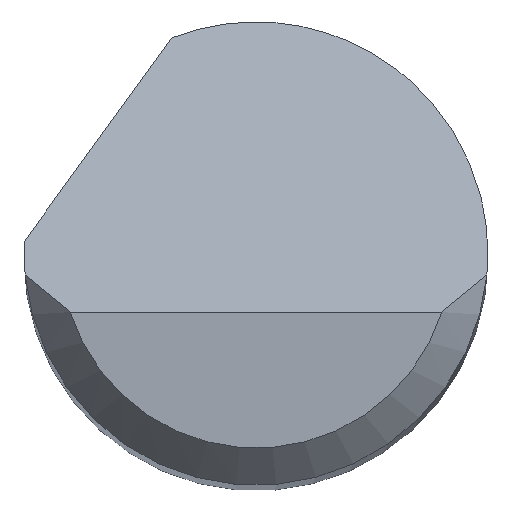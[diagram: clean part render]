
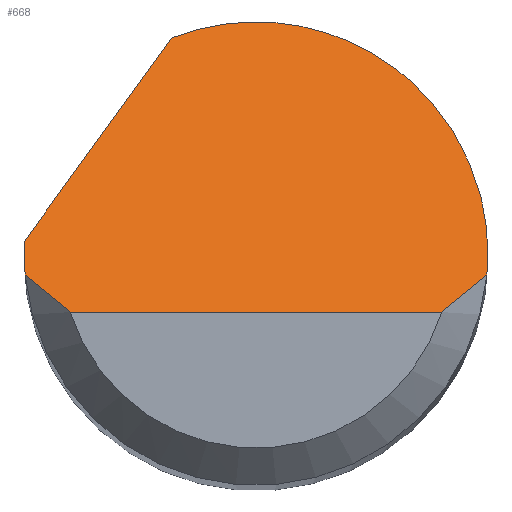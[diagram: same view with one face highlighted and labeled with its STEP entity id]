
A CAD part, top view. The second image highlights one B-rep face of the part: STEP entity #668.
In plain terms, the highlighted planar face has unit normal (0, 0.707, 0.707).
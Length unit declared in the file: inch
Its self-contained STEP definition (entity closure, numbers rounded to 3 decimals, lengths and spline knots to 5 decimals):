
#26 = ORIENTED_EDGE ( 'NONE', *, *, #192, .F. ) ;
#42 = VERTEX_POINT ( 'NONE', #692 ) ;
#52 = CARTESIAN_POINT ( 'NONE',  ( -0.09362, 0.005, 1.47125 ) ) ;
#67 = CARTESIAN_POINT ( 'NONE',  ( -0.03394, 0.08739, 1.38886 ) ) ;
#101 = CARTESIAN_POINT ( 'NONE',  ( -0.09362, 0.005, 1.47125 ) ) ;
#133 = CARTESIAN_POINT ( 'NONE',  ( -0.11014, -0.01781, 1.49406 ) ) ;
#145 = EDGE_LOOP ( 'NONE', ( #444, #149, #243, #26, #299, #197, #541, #288 ) ) ;
#149 = ORIENTED_EDGE ( 'NONE', *, *, #274, .T. ) ;
#151 = EDGE_CURVE ( 'NONE', #646, #376, #254, .T. ) ;
#152 = CARTESIAN_POINT ( 'NONE',  ( -0.09375, 0., 1.47625 ) ) ;
#185 = CARTESIAN_POINT ( 'NONE',  ( 0.08157, -0.019, 1.49525 ) ) ;
#192 = EDGE_CURVE ( 'NONE', #323, #220, #454, .T. ) ;
#197 = ORIENTED_EDGE ( 'NONE', *, *, #592, .F. ) ;
#205 = CARTESIAN_POINT ( 'NONE',  ( 0.09334, -0.00875, 1.485 ) ) ;
#207 = AXIS2_PLACEMENT_3D ( 'NONE', #257, #248, #651 ) ;
#220 = VERTEX_POINT ( 'NONE', #636 ) ;
#235 = CARTESIAN_POINT ( 'NONE',  ( -0.08157, -0.019, 1.49525 ) ) ;
#239 =( BOUNDED_CURVE ( )  B_SPLINE_CURVE ( 3, ( #718, #437, #665, #152 ),
 .UNSPECIFIED., .F., .F. ) 
 B_SPLINE_CURVE_WITH_KNOTS ( ( 4, 4 ),
 ( 4.61892, 4.71239 ),
 .UNSPECIFIED. ) 
 CURVE ( )  GEOMETRIC_REPRESENTATION_ITEM ( )  RATIONAL_B_SPLINE_CURVE ( ( 1., 0.999, 0.999, 1. ) ) 
 REPRESENTATION_ITEM ( '' )  );
#243 = ORIENTED_EDGE ( 'NONE', *, *, #559, .F. ) ;
#246 = CARTESIAN_POINT ( 'NONE',  ( 0.09361, -0.00584, 1.48209 ) ) ;
#248 = DIRECTION ( 'NONE',  ( 0., -0.707, -0.707 ) ) ;
#254 = LINE ( 'NONE', #479, #502 ) ;
#257 = CARTESIAN_POINT ( 'NONE',  ( -0.09375, -0.02375, 1.5 ) ) ;
#270 = CARTESIAN_POINT ( 'NONE',  ( -0.03394, 0.08739, 1.38886 ) ) ;
#274 = EDGE_CURVE ( 'NONE', #376, #480, #467, .T. ) ;
#288 = ORIENTED_EDGE ( 'NONE', *, *, #625, .T. ) ;
#299 = ORIENTED_EDGE ( 'NONE', *, *, #681, .F. ) ;
#323 = VERTEX_POINT ( 'NONE', #270 ) ;
#339 = CARTESIAN_POINT ( 'NONE',  ( -0.09334, -0.00875, 1.485 ) ) ;
#360 =( BOUNDED_CURVE ( )  B_SPLINE_CURVE ( 3, ( #731, #515, #398, #52 ),
 .UNSPECIFIED., .F., .T. ) 
 B_SPLINE_CURVE_WITH_KNOTS ( ( 4, 4 ),
 ( 4.71239, 4.76575 ),
 .UNSPECIFIED. ) 
 CURVE ( )  GEOMETRIC_REPRESENTATION_ITEM ( )  RATIONAL_B_SPLINE_CURVE ( ( 1., 1., 1., 1. ) ) 
 REPRESENTATION_ITEM ( '' )  );
#376 = VERTEX_POINT ( 'NONE', #491 ) ;
#380 = EDGE_CURVE ( 'NONE', #486, #42, #239, .T. ) ;
#398 = CARTESIAN_POINT ( 'NONE',  ( -0.09371, 0.00333, 1.47292 ) ) ;
#413 = CARTESIAN_POINT ( 'NONE',  ( 0.09375, 0., 1.47625 ) ) ;
#419 = CARTESIAN_POINT ( 'NONE',  ( 0.08761, -0.01397, 1.49022 ) ) ;
#424 = PLANE ( 'NONE',  #207 ) ;
#437 = CARTESIAN_POINT ( 'NONE',  ( -0.09361, -0.00584, 1.48209 ) ) ;
#444 = ORIENTED_EDGE ( 'NONE', *, *, #151, .T. ) ;
#445 = CARTESIAN_POINT ( 'NONE',  ( 0.09334, -0.00875, 1.485 ) ) ;
#454 =( BOUNDED_CURVE ( )  B_SPLINE_CURVE ( 3, ( #67, #695, #591, #706 ),
 .UNSPECIFIED., .F., .F. ) 
 B_SPLINE_CURVE_WITH_KNOTS ( ( 4, 4 ),
 ( 5.91277, 7.85398 ),
 .UNSPECIFIED. ) 
 CURVE ( )  GEOMETRIC_REPRESENTATION_ITEM ( )  RATIONAL_B_SPLINE_CURVE ( ( 1., 0.71, 0.71, 1. ) ) 
 REPRESENTATION_ITEM ( '' )  );
#467 = B_SPLINE_CURVE_WITH_KNOTS ( 'NONE', 3,
 ( #700, #185, #419, #205 ),
 .UNSPECIFIED., .F., .F.,
 ( 4, 4 ),
 ( 0., 0.00071 ),
 .UNSPECIFIED. ) ;
#470 = DIRECTION ( 'NONE',  ( 1., 0., 0. ) ) ;
#479 = CARTESIAN_POINT ( 'NONE',  ( 0., -0.02375, 1.5 ) ) ;
#480 = VERTEX_POINT ( 'NONE', #445 ) ;
#486 = VERTEX_POINT ( 'NONE', #563 ) ;
#491 = CARTESIAN_POINT ( 'NONE',  ( 0.07508, -0.02375, 1.5 ) ) ;
#502 = VECTOR ( 'NONE', #470, 39.37008 ) ;
#515 = CARTESIAN_POINT ( 'NONE',  ( -0.09375, 0.00167, 1.47458 ) ) ;
#520 = B_SPLINE_CURVE_WITH_KNOTS ( 'NONE', 3,
 ( #339, #631, #235, #682 ),
 .UNSPECIFIED., .F., .F.,
 ( 4, 4 ),
 ( 0., 0.00071 ),
 .UNSPECIFIED. ) ;
#541 = ORIENTED_EDGE ( 'NONE', *, *, #380, .F. ) ;
#559 = EDGE_CURVE ( 'NONE', #220, #480, #687, .T. ) ;
#563 = CARTESIAN_POINT ( 'NONE',  ( -0.09334, -0.00875, 1.485 ) ) ;
#576 = CARTESIAN_POINT ( 'NONE',  ( -0.07508, -0.02375, 1.5 ) ) ;
#584 = VERTEX_POINT ( 'NONE', #101 ) ;
#589 = FACE_OUTER_BOUND ( 'NONE', #145, .T. ) ;
#591 = CARTESIAN_POINT ( 'NONE',  ( 0.09375, 0.07266, 1.40359 ) ) ;
#592 = EDGE_CURVE ( 'NONE', #42, #584, #360, .T. ) ;
#625 = EDGE_CURVE ( 'NONE', #486, #646, #520, .T. ) ;
#631 = CARTESIAN_POINT ( 'NONE',  ( -0.08761, -0.01397, 1.49022 ) ) ;
#636 = CARTESIAN_POINT ( 'NONE',  ( 0.09375, 0., 1.47625 ) ) ;
#643 = LINE ( 'NONE', #133, #711 ) ;
#646 = VERTEX_POINT ( 'NONE', #576 ) ;
#651 = DIRECTION ( 'NONE',  ( 0., 0.707, -0.707 ) ) ;
#665 = CARTESIAN_POINT ( 'NONE',  ( -0.09375, -0.00292, 1.47917 ) ) ;
#668 = ADVANCED_FACE ( 'NONE', ( #589 ), #424, .F. ) ;
#681 = EDGE_CURVE ( 'NONE', #584, #323, #643, .T. ) ;
#682 = CARTESIAN_POINT ( 'NONE',  ( -0.07508, -0.02375, 1.5 ) ) ;
#687 =( BOUNDED_CURVE ( )  B_SPLINE_CURVE ( 3, ( #413, #694, #246, #698 ),
 .UNSPECIFIED., .F., .T. ) 
 B_SPLINE_CURVE_WITH_KNOTS ( ( 4, 4 ),
 ( 1.5708, 1.66427 ),
 .UNSPECIFIED. ) 
 CURVE ( )  GEOMETRIC_REPRESENTATION_ITEM ( )  RATIONAL_B_SPLINE_CURVE ( ( 1., 0.999, 0.999, 1. ) ) 
 REPRESENTATION_ITEM ( '' )  );
#692 = CARTESIAN_POINT ( 'NONE',  ( -0.09375, 0., 1.47625 ) ) ;
#694 = CARTESIAN_POINT ( 'NONE',  ( 0.09375, -0.00292, 1.47917 ) ) ;
#695 = CARTESIAN_POINT ( 'NONE',  ( 0.03379, 0.11369, 1.36256 ) ) ;
#698 = CARTESIAN_POINT ( 'NONE',  ( 0.09334, -0.00875, 1.485 ) ) ;
#700 = CARTESIAN_POINT ( 'NONE',  ( 0.07508, -0.02375, 1.5 ) ) ;
#705 = DIRECTION ( 'NONE',  ( 0.456, 0.629, -0.629 ) ) ;
#706 = CARTESIAN_POINT ( 'NONE',  ( 0.09375, 0., 1.47625 ) ) ;
#711 = VECTOR ( 'NONE', #705, 39.37008 ) ;
#718 = CARTESIAN_POINT ( 'NONE',  ( -0.09334, -0.00875, 1.485 ) ) ;
#731 = CARTESIAN_POINT ( 'NONE',  ( -0.09375, 0., 1.47625 ) ) ;
